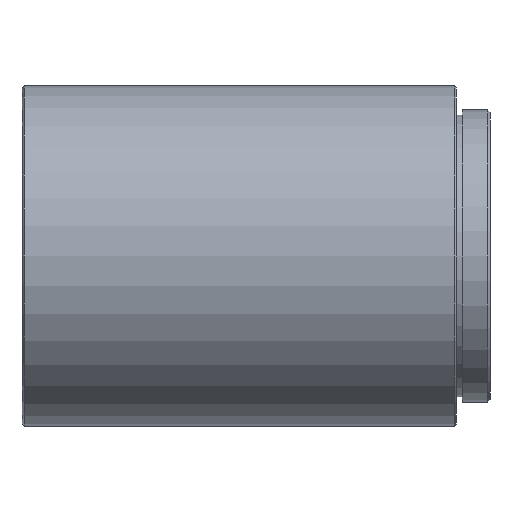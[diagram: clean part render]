
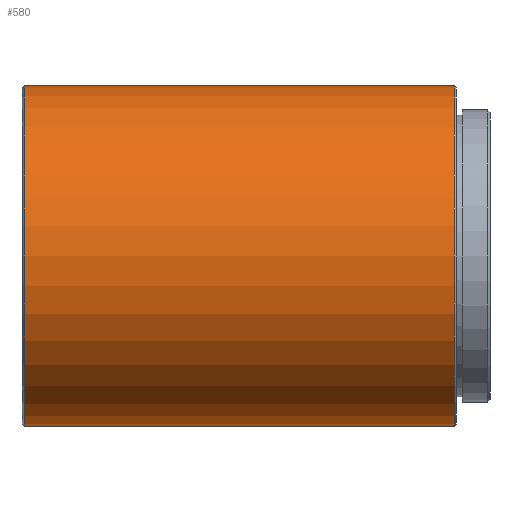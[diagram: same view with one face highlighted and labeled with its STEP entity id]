
A CAD part, front view. The second image highlights one B-rep face of the part: STEP entity #580.
In plain terms, the highlighted cylindrical face has radius 15.25 mm (diameter 30.5 mm), a partial arc.
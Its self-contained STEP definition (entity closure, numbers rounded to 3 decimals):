
#77 = CARTESIAN_POINT ( 'NONE',  ( 3.526, -20.109, 0. ) ) ;
#97 = CIRCLE ( 'NONE', #852, 15.25 ) ;
#153 = FACE_OUTER_BOUND ( 'NONE', #240, .T. ) ;
#190 = DIRECTION ( 'NONE',  ( 0., 0., 1. ) ) ;
#205 = DIRECTION ( 'NONE',  ( 1., 0., 0. ) ) ;
#240 = EDGE_LOOP ( 'NONE', ( #467, #532, #1179, #243 ) ) ;
#243 = ORIENTED_EDGE ( 'NONE', *, *, #1041, .T. ) ;
#374 = CARTESIAN_POINT ( 'NONE',  ( 3.526, -20.109, -15.25 ) ) ;
#439 = DIRECTION ( 'NONE',  ( -1., 0., 0. ) ) ;
#467 = ORIENTED_EDGE ( 'NONE', *, *, #1312, .F. ) ;
#489 = CARTESIAN_POINT ( 'NONE',  ( 3.326, -20.109, 15.25 ) ) ;
#505 = CYLINDRICAL_SURFACE ( 'NONE', #1088, 15.25 ) ;
#532 = ORIENTED_EDGE ( 'NONE', *, *, #754, .T. ) ;
#540 = CARTESIAN_POINT ( 'NONE',  ( 3.326, -20.109, -15.25 ) ) ;
#580 = ADVANCED_FACE ( 'NONE', ( #153 ), #505, .T. ) ;
#638 = DIRECTION ( 'NONE',  ( -1., 0., 0. ) ) ;
#754 = EDGE_CURVE ( 'NONE', #1404, #775, #1173, .T. ) ;
#771 = CARTESIAN_POINT ( 'NONE',  ( -35.174, -20.109, -15.25 ) ) ;
#775 = VERTEX_POINT ( 'NONE', #489 ) ;
#824 = DIRECTION ( 'NONE',  ( -1., 0., 0. ) ) ;
#844 = CARTESIAN_POINT ( 'NONE',  ( 3.326, -20.109, 0. ) ) ;
#852 = AXIS2_PLACEMENT_3D ( 'NONE', #1064, #205, #1181 ) ;
#887 = DIRECTION ( 'NONE',  ( -1., 0., 0. ) ) ;
#977 = VERTEX_POINT ( 'NONE', #771 ) ;
#1019 = VECTOR ( 'NONE', #824, 1000. ) ;
#1038 = LINE ( 'NONE', #1314, #1019 ) ;
#1041 = EDGE_CURVE ( 'NONE', #1582, #977, #97, .T. ) ;
#1060 = LINE ( 'NONE', #374, #1342 ) ;
#1064 = CARTESIAN_POINT ( 'NONE',  ( -35.174, -20.109, 0. ) ) ;
#1065 = AXIS2_PLACEMENT_3D ( 'NONE', #844, #638, #1127 ) ;
#1088 = AXIS2_PLACEMENT_3D ( 'NONE', #77, #439, #190 ) ;
#1127 = DIRECTION ( 'NONE',  ( 0., 0., -1. ) ) ;
#1173 = CIRCLE ( 'NONE', #1065, 15.25 ) ;
#1179 = ORIENTED_EDGE ( 'NONE', *, *, #1570, .T. ) ;
#1181 = DIRECTION ( 'NONE',  ( 0., 0., 1. ) ) ;
#1277 = CARTESIAN_POINT ( 'NONE',  ( -35.174, -20.109, 15.25 ) ) ;
#1312 = EDGE_CURVE ( 'NONE', #1404, #977, #1060, .T. ) ;
#1314 = CARTESIAN_POINT ( 'NONE',  ( 3.526, -20.109, 15.25 ) ) ;
#1342 = VECTOR ( 'NONE', #887, 1000. ) ;
#1404 = VERTEX_POINT ( 'NONE', #540 ) ;
#1570 = EDGE_CURVE ( 'NONE', #775, #1582, #1038, .T. ) ;
#1582 = VERTEX_POINT ( 'NONE', #1277 ) ;
